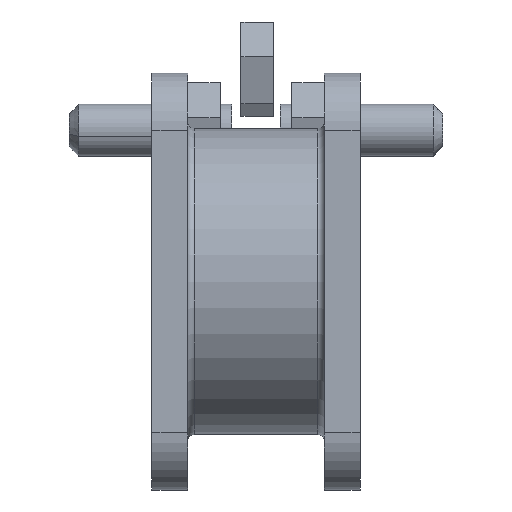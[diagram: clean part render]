
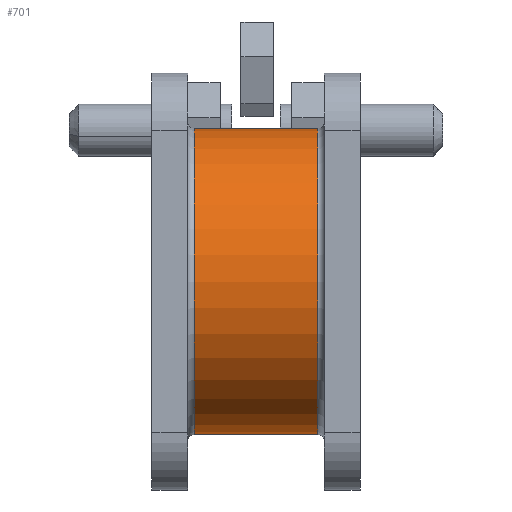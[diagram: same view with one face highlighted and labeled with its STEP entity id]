
A CAD part, front view. The second image highlights one B-rep face of the part: STEP entity #701.
In plain terms, the highlighted cylindrical face has radius 23.5 mm (diameter 47 mm), a partial arc.
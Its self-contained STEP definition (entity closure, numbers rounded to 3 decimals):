
#38 = VERTEX_POINT ( 'NONE', #466 ) ;
#68 = CARTESIAN_POINT ( 'NONE',  ( 25.5, 0., 23.5 ) ) ;
#108 = DIRECTION ( 'NONE',  ( -1., 0., 0. ) ) ;
#111 = CARTESIAN_POINT ( 'NONE',  ( 0., 0., 0. ) ) ;
#124 = DIRECTION ( 'NONE',  ( 0., 0., 1. ) ) ;
#315 = CARTESIAN_POINT ( 'NONE',  ( 6.5, 0., -23.5 ) ) ;
#339 = VERTEX_POINT ( 'NONE', #315 ) ;
#357 = VERTEX_POINT ( 'NONE', #536 ) ;
#466 = CARTESIAN_POINT ( 'NONE',  ( 6.5, 0., 23.5 ) ) ;
#536 = CARTESIAN_POINT ( 'NONE',  ( 25.5, 0., -23.5 ) ) ;
#590 = VERTEX_POINT ( 'NONE', #68 ) ;
#644 = CARTESIAN_POINT ( 'NONE',  ( 25.5, 0., 0. ) ) ;
#647 = DIRECTION ( 'NONE',  ( -1., 0., 0. ) ) ;
#648 = DIRECTION ( 'NONE',  ( 0., 0., -1. ) ) ;
#701 = ADVANCED_FACE ( 'NONE', ( #2319 ), #2315, .T. ) ;
#761 = EDGE_LOOP ( 'NONE', ( #2077, #2049, #2047, #2061 ) ) ;
#899 = CIRCLE ( 'NONE', #1952, 23.5 ) ;
#923 = CIRCLE ( 'NONE', #2004, 23.5 ) ;
#1064 = VECTOR ( 'NONE', #1494, 1000. ) ;
#1067 = LINE ( 'NONE', #1496, #1064 ) ;
#1091 = LINE ( 'NONE', #1592, #1092 ) ;
#1092 = VECTOR ( 'NONE', #1593, 1000. ) ;
#1212 = EDGE_CURVE ( 'NONE', #357, #590, #899, .T. ) ;
#1237 = EDGE_CURVE ( 'NONE', #38, #339, #923, .T. ) ;
#1358 = EDGE_CURVE ( 'NONE', #357, #339, #1067, .T. ) ;
#1383 = EDGE_CURVE ( 'NONE', #590, #38, #1091, .T. ) ;
#1494 = DIRECTION ( 'NONE',  ( -1., 0., 0. ) ) ;
#1496 = CARTESIAN_POINT ( 'NONE',  ( 0., 0., -23.5 ) ) ;
#1592 = CARTESIAN_POINT ( 'NONE',  ( 0., 0., 23.5 ) ) ;
#1593 = DIRECTION ( 'NONE',  ( -1., 0., 0. ) ) ;
#1874 = DIRECTION ( 'NONE',  ( 0., 0., 1. ) ) ;
#1875 = DIRECTION ( 'NONE',  ( 1., 0., 0. ) ) ;
#1878 = CARTESIAN_POINT ( 'NONE',  ( 6.5, 0., 0. ) ) ;
#1952 = AXIS2_PLACEMENT_3D ( 'NONE', #644, #647, #648 ) ;
#1996 = AXIS2_PLACEMENT_3D ( 'NONE', #111, #108, #124 ) ;
#2004 = AXIS2_PLACEMENT_3D ( 'NONE', #1878, #1875, #1874 ) ;
#2047 = ORIENTED_EDGE ( 'NONE', *, *, #1383, .T. ) ;
#2049 = ORIENTED_EDGE ( 'NONE', *, *, #1212, .T. ) ;
#2061 = ORIENTED_EDGE ( 'NONE', *, *, #1237, .T. ) ;
#2077 = ORIENTED_EDGE ( 'NONE', *, *, #1358, .F. ) ;
#2315 = CYLINDRICAL_SURFACE ( 'NONE', #1996, 23.5 ) ;
#2319 = FACE_OUTER_BOUND ( 'NONE', #761, .T. ) ;
